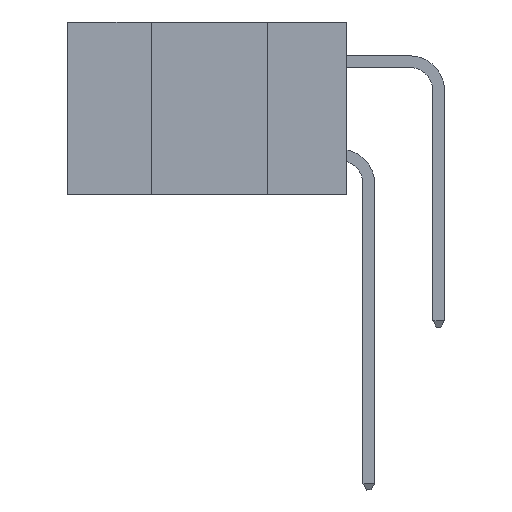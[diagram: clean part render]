
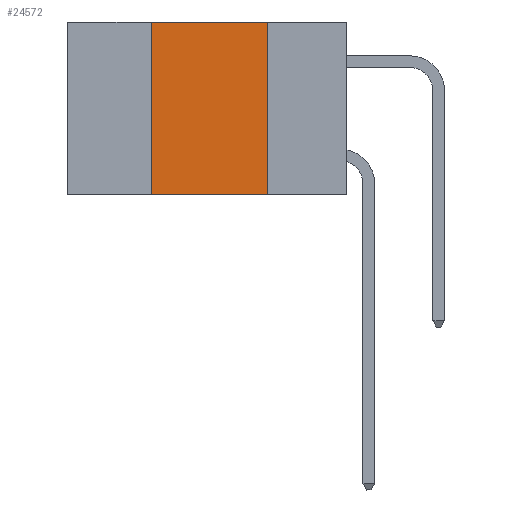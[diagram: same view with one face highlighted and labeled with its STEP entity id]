
A CAD part, left-side view. The second image highlights one B-rep face of the part: STEP entity #24572.
In plain terms, the highlighted planar face has unit normal (-1, 0, 0).
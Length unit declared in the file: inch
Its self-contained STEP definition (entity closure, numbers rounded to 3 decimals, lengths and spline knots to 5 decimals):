
#169 = CARTESIAN_POINT ( 'NONE',  ( 0., 0.42, 0. ) ) ;
#786 = DIRECTION ( 'NONE',  ( 1., 0., 0. ) ) ;
#1143 = VECTOR ( 'NONE', #28712, 39.37008 ) ;
#3368 = ORIENTED_EDGE ( 'NONE', *, *, #9535, .F. ) ;
#5446 = FACE_OUTER_BOUND ( 'NONE', #10941, .T. ) ;
#8058 = CARTESIAN_POINT ( 'NONE',  ( 0., 0.42, 0. ) ) ;
#8068 = CARTESIAN_POINT ( 'NONE',  ( 0., 0.17, -0.37 ) ) ;
#8517 = CARTESIAN_POINT ( 'NONE',  ( 0., 0.17, 0. ) ) ;
#8660 = LINE ( 'NONE', #10253, #27951 ) ;
#8894 = DIRECTION ( 'NONE',  ( 0., -1., 0. ) ) ;
#8904 = EDGE_CURVE ( 'NONE', #15009, #21517, #8660, .T. ) ;
#9194 = VERTEX_POINT ( 'NONE', #8058 ) ;
#9535 = EDGE_CURVE ( 'NONE', #9194, #11430, #17377, .T. ) ;
#10253 = CARTESIAN_POINT ( 'NONE',  ( 0., 0.6, -0.37 ) ) ;
#10820 = EDGE_CURVE ( 'NONE', #11430, #21517, #26441, .T. ) ;
#10941 = EDGE_LOOP ( 'NONE', ( #28768, #3368, #16406, #20284 ) ) ;
#11430 = VERTEX_POINT ( 'NONE', #26666 ) ;
#14077 = DIRECTION ( 'NONE',  ( 0., -1., 0. ) ) ;
#15009 = VERTEX_POINT ( 'NONE', #18299 ) ;
#16406 = ORIENTED_EDGE ( 'NONE', *, *, #24990, .F. ) ;
#17377 = LINE ( 'NONE', #20740, #20891 ) ;
#18299 = CARTESIAN_POINT ( 'NONE',  ( 0., 0.42, -0.37 ) ) ;
#20284 = ORIENTED_EDGE ( 'NONE', *, *, #8904, .T. ) ;
#20434 = DIRECTION ( 'NONE',  ( 0., 0., 1. ) ) ;
#20740 = CARTESIAN_POINT ( 'NONE',  ( 0., 0.6, 0. ) ) ;
#20891 = VECTOR ( 'NONE', #14077, 39.37008 ) ;
#21517 = VERTEX_POINT ( 'NONE', #8068 ) ;
#21575 = VECTOR ( 'NONE', #20434, 39.37008 ) ;
#22853 = AXIS2_PLACEMENT_3D ( 'NONE', #27707, #786, #25659 ) ;
#24572 = ADVANCED_FACE ( 'NONE', ( #5446 ), #25464, .F. ) ;
#24990 = EDGE_CURVE ( 'NONE', #15009, #9194, #28958, .T. ) ;
#25464 = PLANE ( 'NONE',  #22853 ) ;
#25659 = DIRECTION ( 'NONE',  ( 0., 0., -1. ) ) ;
#26441 = LINE ( 'NONE', #8517, #1143 ) ;
#26666 = CARTESIAN_POINT ( 'NONE',  ( 0., 0.17, 0. ) ) ;
#27707 = CARTESIAN_POINT ( 'NONE',  ( 0., 0.6, 0. ) ) ;
#27951 = VECTOR ( 'NONE', #8894, 39.37008 ) ;
#28712 = DIRECTION ( 'NONE',  ( 0., 0., -1. ) ) ;
#28768 = ORIENTED_EDGE ( 'NONE', *, *, #10820, .F. ) ;
#28958 = LINE ( 'NONE', #169, #21575 ) ;
